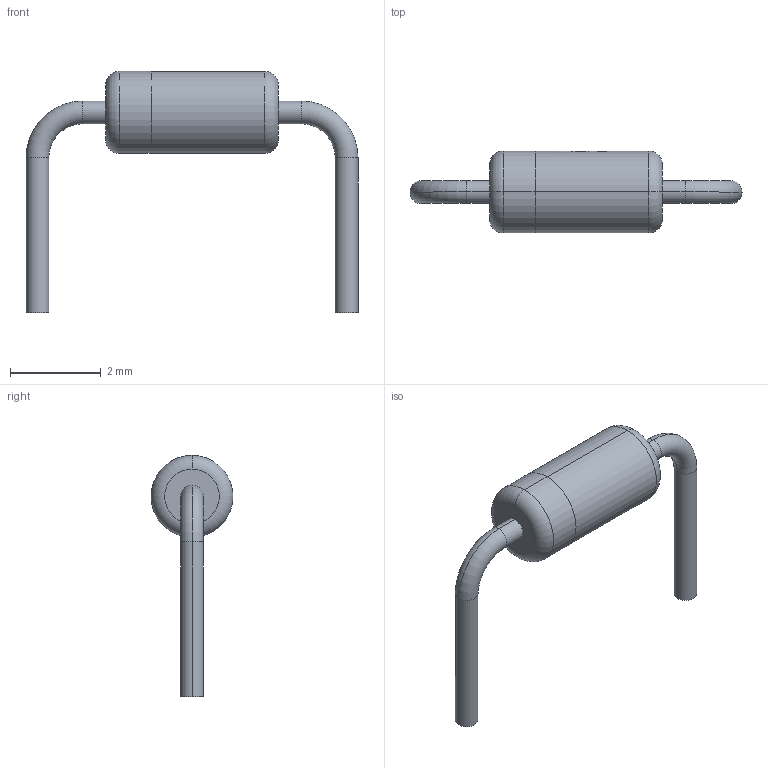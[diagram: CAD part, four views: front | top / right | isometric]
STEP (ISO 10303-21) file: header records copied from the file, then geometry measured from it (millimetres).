
FILE_DESCRIPTION (( 'STEP AP214' ), '1' );
FILE_NAME ('DO-35_BD2.0-L4.0-P8.00-D0.5-FD.step', '2022-09-19T03:11:54', ( '' ), ( '' ), 'SwSTEP 2.0', 'SolidWorks 2020', '' );
FILE_SCHEMA (( 'AUTOMOTIVE_DESIGN' ));
Length unit declared in the file: millimetre
Products named in the file (1): DO-35_BD2.0-L4.0-P8.00-D0.5-FD
Bounding box: 7.3 x 1.8 x 5.3 mm (x, y, z)
Volume: 11.6 mm3; surface area: 42.3 mm2
Topology: 1 solids, 1 shells, 249 faces, 663 edges, 438 vertices
Faces by surface type: plane 112, bspline 98, cylinder 31, torus 8
Entity records: 12416 total; most frequent: CARTESIAN_POINT 4717, ORIENTED_EDGE 1326, EDGE_CURVE 663, DIRECTION 593, VERTEX_POINT 438, EDGE_LOOP 271, UNCERTAINTY_MEASURE_WITH_UNIT 252, PRESENTATION_STYLE_ASSIGNMENT 251
